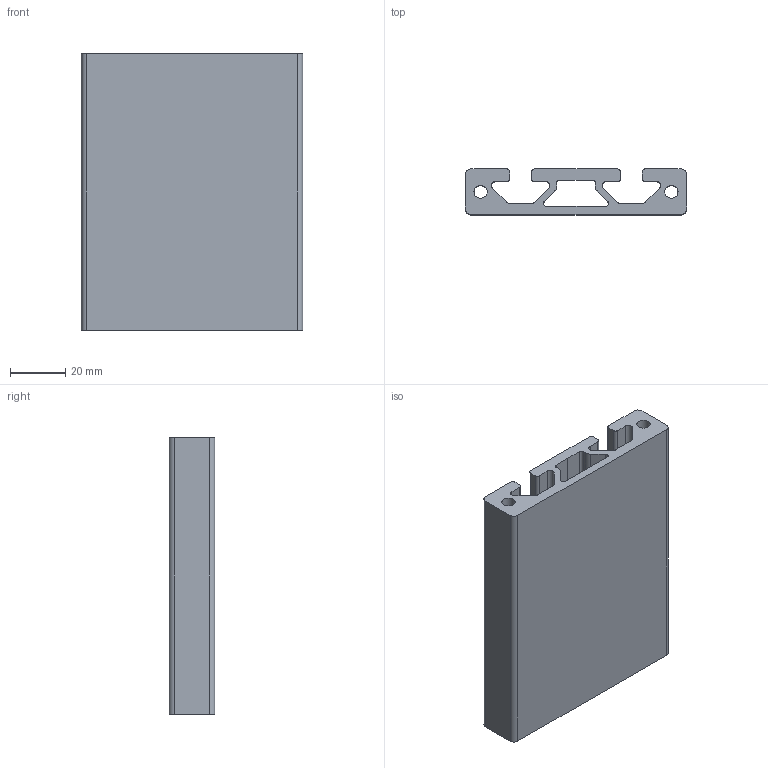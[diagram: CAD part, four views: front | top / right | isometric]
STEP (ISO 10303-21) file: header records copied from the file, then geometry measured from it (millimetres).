
FILE_DESCRIPTION(/* description */ ('PROF.80X16,5 2C'),/* implementation_level */ '2;1');
FILE_NAME(/* name */ 'BPRDD0000208.stp',/* time_stamp */ '2017-07-12T15:31:11+02:00',/* author */ ('fzagni'),/* organization */ (''),/* preprocessor_version */ 'ST-DEVELOPER v16.1',/* originating_system */ 'Autodesk Inventor 2016',/* authorisation */ '');
FILE_SCHEMA (('AUTOMOTIVE_DESIGN { 1 0 10303 214 3 1 1 }'));
Length unit declared in the file: millimetre
Products named in the file (1): 01.8016,5.2A
Bounding box: 80 x 16.5 x 100 mm (x, y, z)
Volume: 77194.4 mm3; surface area: 37568.9 mm2
Topology: 1 solids, 1 shells, 58 faces, 168 edges, 112 vertices
Faces by surface type: plane 30, cylinder 28
Full cylindrical faces by diameter (mm): 4.8 x2
Entity records: 1954 total; most frequent: DIRECTION 340, CARTESIAN_POINT 337, ORIENTED_EDGE 332, EDGE_CURVE 166, AXIS2_PLACEMENT_3D 115, VERTEX_POINT 112, LINE 110, VECTOR 110
